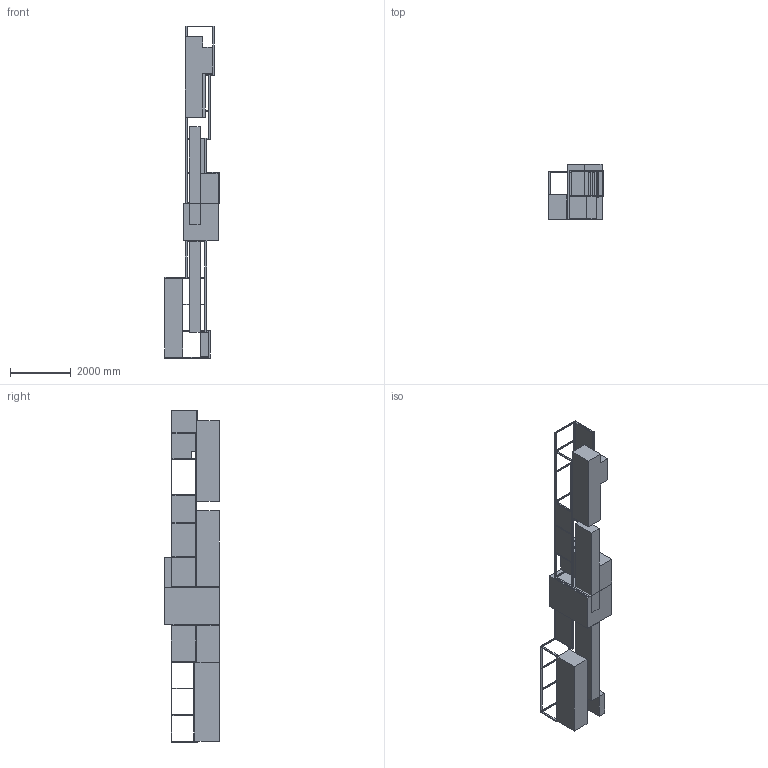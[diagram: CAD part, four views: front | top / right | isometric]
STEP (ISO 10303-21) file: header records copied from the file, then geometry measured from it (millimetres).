
FILE_DESCRIPTION(('FreeCAD Model'),'2;1');
FILE_NAME('Open CASCADE Shape Model','2025-04-27T11:45:42',('FreeCAD'),( 'FreeCAD'),'Open CASCADE STEP processor 7.6','FreeCAD','Unknown');
FILE_SCHEMA(('AUTOMOTIVE_DESIGN { 1 0 10303 214 1 1 1 1 }'));
Length unit declared in the file: millimetre
Products named in the file (1): Open CASCADE STEP translator 7.6 1
Bounding box: 1785 x 1800 x 10922 mm (x, y, z)
Volume: 8106361146.8 mm3; surface area: 78769370.2 mm2
Topology: 76 solids, 76 shells, 881 faces, 2318 edges, 1477 vertices
Faces by surface type: plane 466, cylinder 328, cone 87
Full cylindrical faces by diameter (mm): 4.917 x32, 6.5 x238, 6.647 x55
Entity records: 26927 total; most frequent: CARTESIAN_POINT 5002, ORIENTED_EDGE 4462, DIRECTION 4457, EDGE_CURVE 2231, AXIS2_PLACEMENT_3D 1756, VERTEX_POINT 1477, FACE_BOUND 1220, EDGE_LOOP 1220
